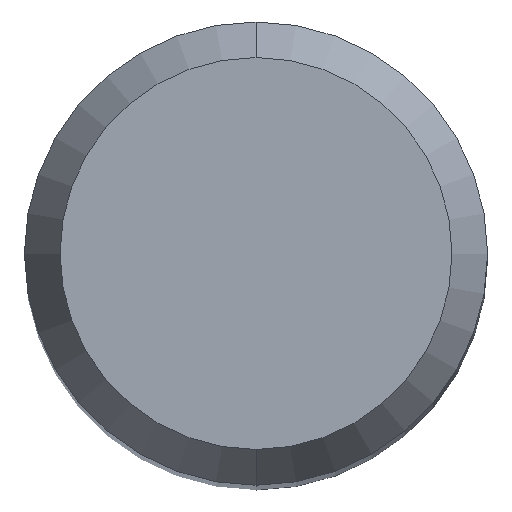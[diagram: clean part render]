
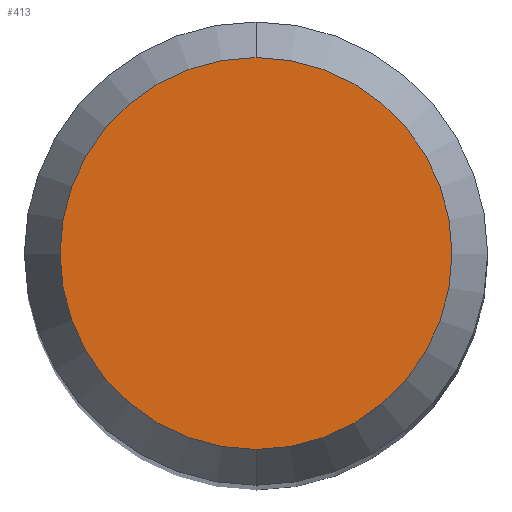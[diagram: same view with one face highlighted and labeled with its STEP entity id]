
A CAD part, top view. The second image highlights one B-rep face of the part: STEP entity #413.
In plain terms, the highlighted planar face has unit normal (0, 0, 1).
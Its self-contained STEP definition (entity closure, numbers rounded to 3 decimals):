
#265=EDGE_CURVE('',#403,#333,#630,.T.);
#303=EDGE_CURVE('',#333,#403,#672,.T.);
#333=VERTEX_POINT('',#706);
#403=VERTEX_POINT('',#786);
#413=ADVANCED_FACE('',(#796),#797,.T.);
#630=CIRCLE('',#1106,2.538);
#672=CIRCLE('',#1198,2.538);
#706=CARTESIAN_POINT('',(0.0,2.538,0.0));
#786=CARTESIAN_POINT('',(0.,-2.538,0.0));
#796=FACE_OUTER_BOUND('',#1404,.T.);
#797=PLANE('',#1405);
#1106=AXIS2_PLACEMENT_3D('',#1733,#1734,#1735);
#1198=AXIS2_PLACEMENT_3D('',#1786,#1787,#1788);
#1404=EDGE_LOOP('',(#1914,#1915));
#1405=AXIS2_PLACEMENT_3D('',#1916,#1917,#1918);
#1733=CARTESIAN_POINT('',(0.0,0.0,0.0));
#1734=DIRECTION('',(0.0,0.0,-1.0));
#1735=DIRECTION('',(0.0,1.0,0.0));
#1786=CARTESIAN_POINT('',(0.0,0.0,0.0));
#1787=DIRECTION('',(0.0,0.0,-1.0));
#1788=DIRECTION('',(0.0,1.0,0.0));
#1914=ORIENTED_EDGE('',*,*,#303,.F.);
#1915=ORIENTED_EDGE('',*,*,#265,.F.);
#1916=CARTESIAN_POINT('',(0.0,1.269,0.0));
#1917=DIRECTION('',(-0.0,0.0,1.0));
#1918=DIRECTION('',(0.0,-1.0,0.0));
